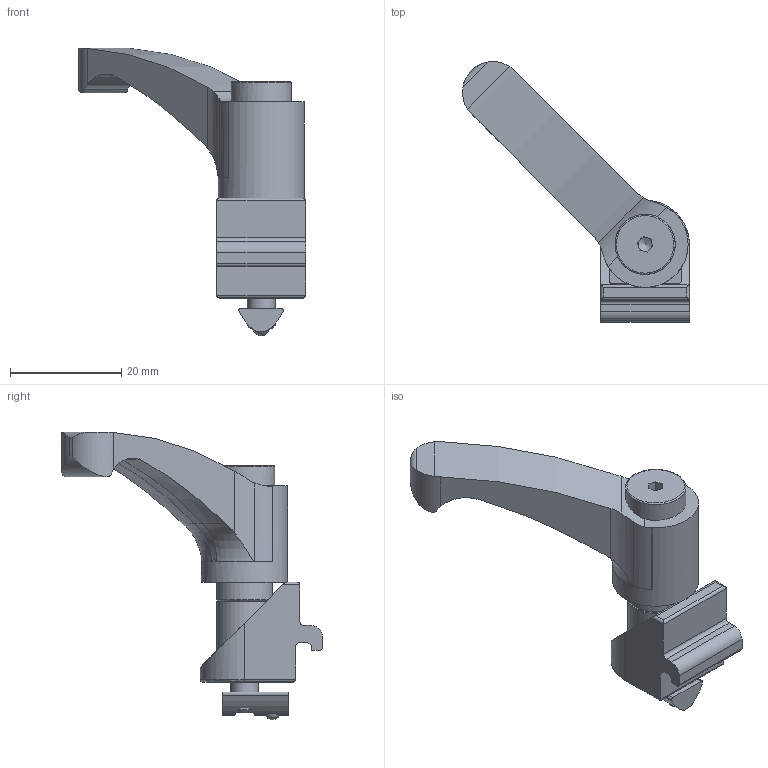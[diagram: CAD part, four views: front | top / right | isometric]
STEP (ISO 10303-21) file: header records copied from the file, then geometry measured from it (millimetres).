
FILE_DESCRIPTION(('STEP AP203'),'1');
FILE_NAME('FIXE05E3257.stp','2023-10-02T14:20:15',(' '),(' '),'Spatial InterOp 3D',' ',' ');
FILE_SCHEMA(('CONFIG_CONTROL_DESIGN'));
Length unit declared in the file: millimetre
Products named in the file (6): Equerre de bridage 5 -avec poignée; poignée; entretoise; équerre; ecrou; bille
Assembly tree (5 placements, depth 2):
  Equerre de bridage 5 -avec poignée
    poignée
    entretoise
    équerre
    ecrou
    bille
Bounding box: 40.91 x 46.91 x 51.79 mm (x, y, z)
Volume: 10088.6 mm3; surface area: 5950 mm2
Topology: 5 solids, 5 shells, 116 faces, 307 edges, 201 vertices
Faces by surface type: cylinder 53, plane 52, revolution 6, cone 4, sphere 1
Full cylindrical faces by diameter (mm): 3 x1, 4.2 x1, 5 x1, 5.2 x1, 6 x1, 10 x2, 10.85 x1, 15.5 x1
Entity records: 4615 total; most frequent: CARTESIAN_POINT 1080, ORIENTED_EDGE 562, DIRECTION 560, EDGE_CURVE 281, AXIS2_PLACEMENT_3D 210, VERTEX_POINT 191, EDGE_LOOP 137, LINE 134
